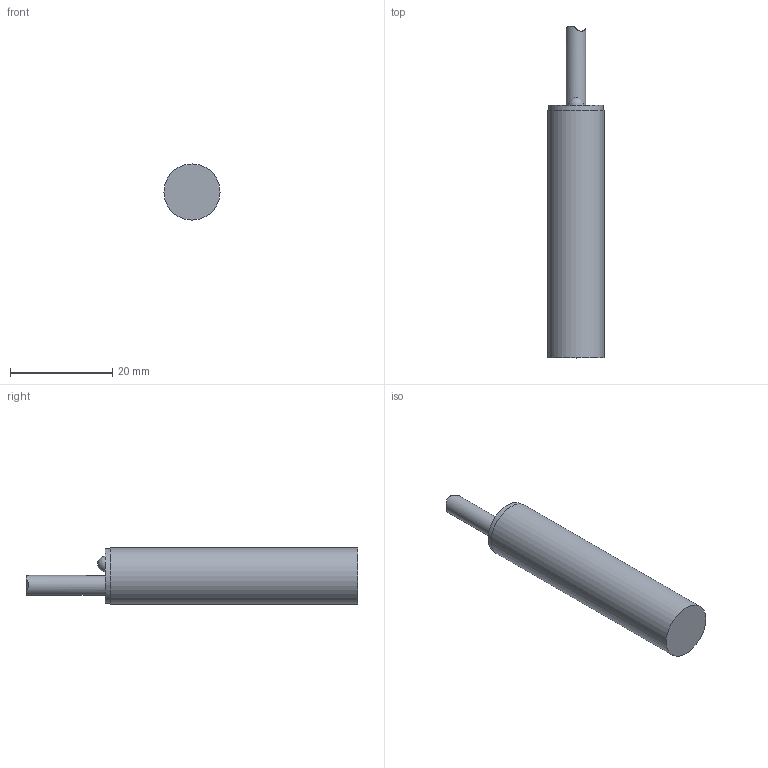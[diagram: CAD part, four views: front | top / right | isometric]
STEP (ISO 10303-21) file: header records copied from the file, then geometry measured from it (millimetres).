
FILE_DESCRIPTION(/* description */ (''),/* implementation_level */ '2;1');
FILE_NAME(/* name */ 'IA0028_Shrinkwrap_1.stp',/* time_stamp */ '2021-12-06T14:20:24+01:00',/* author */ ('Krieger Anja'),/* organization */ (''),/* preprocessor_version */ 'ST-DEVELOPER v18.1',/* originating_system */ 'Autodesk Inventor 2021',/* authorisation */ '');
FILE_SCHEMA (('AUTOMOTIVE_DESIGN { 1 0 10303 214 3 1 1 }'));
Length unit declared in the file: millimetre
Products named in the file (1): IA0028_Shrinkwrap_1
Bounding box: 11 x 65 x 11 mm (x, y, z)
Volume: 4885.3 mm3; surface area: 2092.3 mm2
Topology: 1 solids, 1 shells, 9 faces, 16 edges, 11 vertices
Faces by surface type: cylinder 5, plane 3, sphere 1
Full cylindrical faces by diameter (mm): 3.9 x1, 10.7 x1, 11 x1
Entity records: 349 total; most frequent: CARTESIAN_POINT 96, DIRECTION 38, ORIENTED_EDGE 30, AXIS2_PLACEMENT_3D 17, EDGE_CURVE 15, EDGE_LOOP 12, VERTEX_POINT 11, STYLED_ITEM 10
